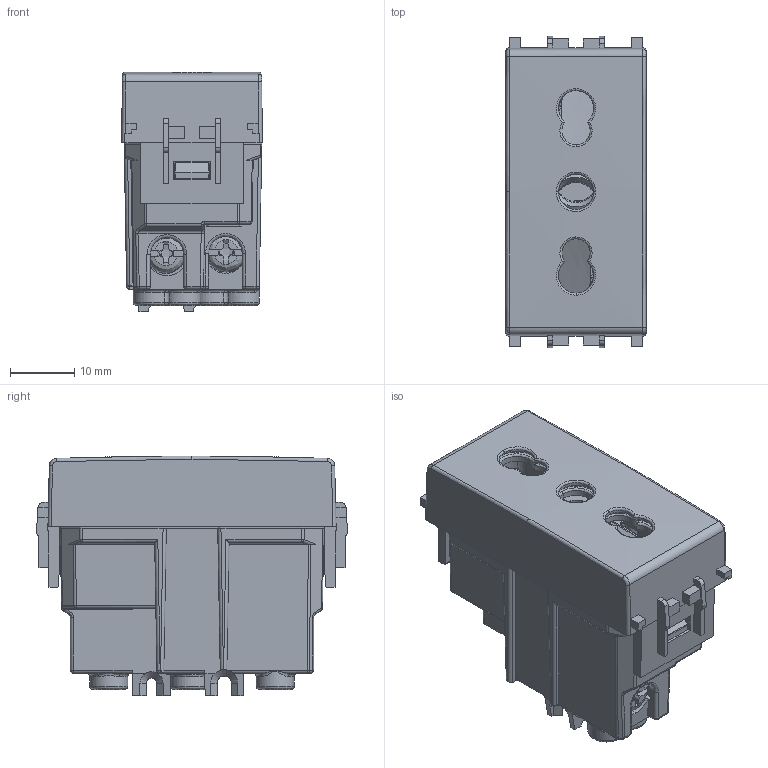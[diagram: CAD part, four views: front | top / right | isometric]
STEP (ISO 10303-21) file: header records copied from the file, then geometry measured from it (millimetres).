
FILE_DESCRIPTION (( 'STEP AP214' ), '1' );
FILE_NAME ('4BOX-P11-17-PLANA-20231013.STEP', '2023-10-13T07:23:45', ( '' ), ( '' ), 'SwSTEP 2.0', 'SolidWorks 2016', '' );
FILE_SCHEMA (( 'AUTOMOTIVE_DESIGN' ));
Length unit declared in the file: millimetre
Products named in the file (11): 4BOX-等弇脣釱奻裔-PLANA-20231013; UNIKA_XL_203-PHASECONTACT; SPRING_21; 等弇脣釱儂郋-LIVING-20170613; 16A-SHUTTER_1; 16A-UP_1; 4BOX-Socket Bass-LIVING; EARTH; 4BOX-P11-17-PLANA-20231013; 16A-SHUTTER_BASE-TUTTO; SHUTTER-16A_ASM_2_ASM
Assembly tree (12 placements, depth 4):
  4BOX-P11-17-PLANA-20231013
    等弇脣釱儂郋-LIVING-20170613
      4BOX-Socket Bass-LIVING
      UNIKA_XL_203-PHASECONTACT  x2
      EARTH
      SHUTTER-16A_ASM_2_ASM
        16A-UP_1
        16A-SHUTTER_1
        SPRING_21  x2
        16A-SHUTTER_BASE-TUTTO
    4BOX-等弇脣釱奻裔-PLANA-20231013
Bounding box: 21.86 x 48.45 x 37.3 mm (x, y, z)
Volume: 12717.3 mm3; surface area: 25035.8 mm2
Topology: 8 solids, 10 shells, 2453 faces, 6598 edges, 4141 vertices
Faces by surface type: plane 1210, cylinder 672, bspline 478, sphere 43, cone 27, torus 23
Entity records: 95563 total; most frequent: CARTESIAN_POINT 46165, ORIENTED_EDGE 11242, DIRECTION 8645, EDGE_CURVE 5621, VERTEX_POINT 3565, VECTOR 3443, LINE 3443, AXIS2_PLACEMENT_3D 2601
